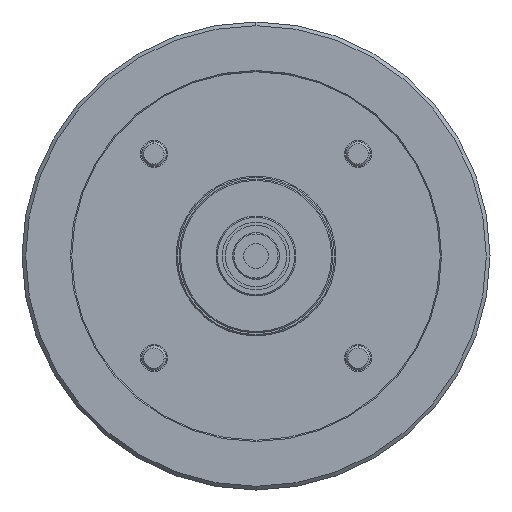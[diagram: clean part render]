
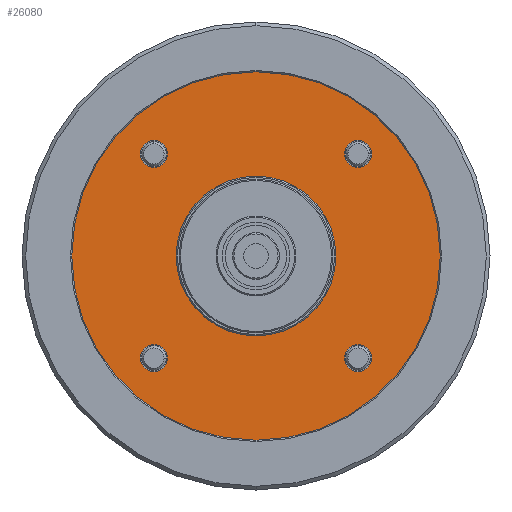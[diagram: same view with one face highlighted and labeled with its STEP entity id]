
A CAD part, left-side view. The second image highlights one B-rep face of the part: STEP entity #26080.
In plain terms, the highlighted planar face has unit normal (-1, 0, 0).
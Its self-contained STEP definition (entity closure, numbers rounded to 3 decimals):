
#710 = VERTEX_POINT ( 'NONE', #4612 ) ;
#779 = DIRECTION ( 'NONE',  ( 0., 0., 1. ) ) ;
#852 = VERTEX_POINT ( 'NONE', #1077 ) ;
#951 = CARTESIAN_POINT ( 'NONE',  ( -129., 83.085, -83.085 ) ) ;
#1077 = CARTESIAN_POINT ( 'NONE',  ( -129., -83.085, -72.085 ) ) ;
#1517 = EDGE_LOOP ( 'NONE', ( #18237, #23479 ) ) ;
#1526 = ORIENTED_EDGE ( 'NONE', *, *, #4003, .T. ) ;
#1745 = DIRECTION ( 'NONE',  ( 0., 0., -1. ) ) ;
#1770 = DIRECTION ( 'NONE',  ( 0., 0., 1. ) ) ;
#1813 = AXIS2_PLACEMENT_3D ( 'NONE', #27654, #14732, #1770 ) ;
#1836 = CARTESIAN_POINT ( 'NONE',  ( -129., 0., 0. ) ) ;
#1966 = EDGE_CURVE ( 'NONE', #21609, #23035, #21249, .T. ) ;
#2042 = CIRCLE ( 'NONE', #10318, 11. ) ;
#2302 = CARTESIAN_POINT ( 'NONE',  ( -129., 83.085, 72.085 ) ) ;
#2857 = ORIENTED_EDGE ( 'NONE', *, *, #25446, .T. ) ;
#3028 = PLANE ( 'NONE',  #23839 ) ;
#3146 = DIRECTION ( 'NONE',  ( 0., 0., 1. ) ) ;
#3829 = VERTEX_POINT ( 'NONE', #2302 ) ;
#4003 = EDGE_CURVE ( 'NONE', #14042, #12153, #15441, .T. ) ;
#4008 = DIRECTION ( 'NONE',  ( 0., 0., -1. ) ) ;
#4307 = CIRCLE ( 'NONE', #16259, 11. ) ;
#4353 = DIRECTION ( 'NONE',  ( 1., 0., 0. ) ) ;
#4529 = CIRCLE ( 'NONE', #10035, 11. ) ;
#4612 = CARTESIAN_POINT ( 'NONE',  ( -129., 0., -150. ) ) ;
#4951 = EDGE_CURVE ( 'NONE', #710, #7089, #8293, .T. ) ;
#5053 = CARTESIAN_POINT ( 'NONE',  ( -129., 0., -65. ) ) ;
#5074 = EDGE_LOOP ( 'NONE', ( #2857, #19133 ) ) ;
#5320 = EDGE_CURVE ( 'NONE', #12153, #14042, #4529, .T. ) ;
#5750 = FACE_BOUND ( 'NONE', #27292, .T. ) ;
#6352 = CARTESIAN_POINT ( 'NONE',  ( -129., 83.085, 94.085 ) ) ;
#6760 = CIRCLE ( 'NONE', #25457, 150. ) ;
#7089 = VERTEX_POINT ( 'NONE', #14512 ) ;
#7164 = EDGE_CURVE ( 'NONE', #852, #9552, #4307, .T. ) ;
#7167 = AXIS2_PLACEMENT_3D ( 'NONE', #27624, #14705, #1745 ) ;
#7192 = CIRCLE ( 'NONE', #1813, 11. ) ;
#7719 = CIRCLE ( 'NONE', #17950, 11. ) ;
#7974 = CARTESIAN_POINT ( 'NONE',  ( -129., -83.085, -83.085 ) ) ;
#8172 = ORIENTED_EDGE ( 'NONE', *, *, #25648, .T. ) ;
#8293 = CIRCLE ( 'NONE', #24153, 150. ) ;
#8448 = DIRECTION ( 'NONE',  ( 1., 0., 0. ) ) ;
#8858 = VERTEX_POINT ( 'NONE', #27813 ) ;
#9219 = DIRECTION ( 'NONE',  ( 1., 0., 0. ) ) ;
#9552 = VERTEX_POINT ( 'NONE', #13104 ) ;
#9567 = CARTESIAN_POINT ( 'NONE',  ( -129., 0., 0. ) ) ;
#10035 = AXIS2_PLACEMENT_3D ( 'NONE', #951, #16098, #3146 ) ;
#10157 = DIRECTION ( 'NONE',  ( 0., 0., 1. ) ) ;
#10318 = AXIS2_PLACEMENT_3D ( 'NONE', #23676, #10744, #25840 ) ;
#10647 = EDGE_CURVE ( 'NONE', #8858, #20190, #7192, .T. ) ;
#10744 = DIRECTION ( 'NONE',  ( 1., 0., 0. ) ) ;
#10857 = CIRCLE ( 'NONE', #19143, 11. ) ;
#11035 = CARTESIAN_POINT ( 'NONE',  ( -129., -94.085, 83.085 ) ) ;
#11178 = CARTESIAN_POINT ( 'NONE',  ( -129., 72.085, -83.085 ) ) ;
#11209 = CIRCLE ( 'NONE', #24010, 11. ) ;
#11365 = CARTESIAN_POINT ( 'NONE',  ( -129., 83.085, -83.085 ) ) ;
#11467 = ORIENTED_EDGE ( 'NONE', *, *, #17861, .T. ) ;
#11507 = FACE_OUTER_BOUND ( 'NONE', #12370, .T. ) ;
#11703 = DIRECTION ( 'NONE',  ( 1., 0., 0. ) ) ;
#11751 = DIRECTION ( 'NONE',  ( 0., 0., 1. ) ) ;
#12153 = VERTEX_POINT ( 'NONE', #11178 ) ;
#12185 = FACE_BOUND ( 'NONE', #1517, .T. ) ;
#12370 = EDGE_LOOP ( 'NONE', ( #19779, #18795 ) ) ;
#12449 = EDGE_LOOP ( 'NONE', ( #1526, #12730 ) ) ;
#12730 = ORIENTED_EDGE ( 'NONE', *, *, #5320, .T. ) ;
#13104 = CARTESIAN_POINT ( 'NONE',  ( -129., -83.085, -94.085 ) ) ;
#13548 = DIRECTION ( 'NONE',  ( 0., 0., 1. ) ) ;
#13763 = DIRECTION ( 'NONE',  ( 1., 0., 0. ) ) ;
#14042 = VERTEX_POINT ( 'NONE', #24938 ) ;
#14512 = CARTESIAN_POINT ( 'NONE',  ( -129., 0., 150. ) ) ;
#14705 = DIRECTION ( 'NONE',  ( 1., 0., 0. ) ) ;
#14732 = DIRECTION ( 'NONE',  ( 1., 0., 0. ) ) ;
#15441 = CIRCLE ( 'NONE', #24833, 11. ) ;
#16098 = DIRECTION ( 'NONE',  ( 1., 0., 0. ) ) ;
#16191 = EDGE_CURVE ( 'NONE', #23035, #21609, #26442, .T. ) ;
#16259 = AXIS2_PLACEMENT_3D ( 'NONE', #21388, #8448, #23565 ) ;
#16994 = DIRECTION ( 'NONE',  ( 1., 0., 0. ) ) ;
#17267 = FACE_BOUND ( 'NONE', #26306, .T. ) ;
#17348 = CARTESIAN_POINT ( 'NONE',  ( -129., 83.085, 83.085 ) ) ;
#17861 = EDGE_CURVE ( 'NONE', #3829, #18474, #2042, .T. ) ;
#17950 = AXIS2_PLACEMENT_3D ( 'NONE', #17348, #4353, #19491 ) ;
#18237 = ORIENTED_EDGE ( 'NONE', *, *, #16191, .T. ) ;
#18360 = CARTESIAN_POINT ( 'NONE',  ( -129., 0., 65. ) ) ;
#18474 = VERTEX_POINT ( 'NONE', #6352 ) ;
#18526 = EDGE_CURVE ( 'NONE', #18474, #3829, #7719, .T. ) ;
#18795 = ORIENTED_EDGE ( 'NONE', *, *, #23050, .F. ) ;
#19133 = ORIENTED_EDGE ( 'NONE', *, *, #10647, .T. ) ;
#19143 = AXIS2_PLACEMENT_3D ( 'NONE', #7974, #23091, #10157 ) ;
#19491 = DIRECTION ( 'NONE',  ( 0., 0., 1. ) ) ;
#19779 = ORIENTED_EDGE ( 'NONE', *, *, #4951, .F. ) ;
#20190 = VERTEX_POINT ( 'NONE', #11035 ) ;
#21249 = CIRCLE ( 'NONE', #7167, 65. ) ;
#21388 = CARTESIAN_POINT ( 'NONE',  ( -129., -83.085, -83.085 ) ) ;
#21609 = VERTEX_POINT ( 'NONE', #18360 ) ;
#22151 = CARTESIAN_POINT ( 'NONE',  ( -129., 0., 0. ) ) ;
#22313 = FACE_BOUND ( 'NONE', #12449, .T. ) ;
#23035 = VERTEX_POINT ( 'NONE', #5053 ) ;
#23050 = EDGE_CURVE ( 'NONE', #7089, #710, #6760, .T. ) ;
#23091 = DIRECTION ( 'NONE',  ( 1., 0., 0. ) ) ;
#23407 = ORIENTED_EDGE ( 'NONE', *, *, #18526, .T. ) ;
#23479 = ORIENTED_EDGE ( 'NONE', *, *, #1966, .T. ) ;
#23565 = DIRECTION ( 'NONE',  ( 0., 0., 1. ) ) ;
#23676 = CARTESIAN_POINT ( 'NONE',  ( -129., 83.085, 83.085 ) ) ;
#23839 = AXIS2_PLACEMENT_3D ( 'NONE', #9567, #24668, #11751 ) ;
#24010 = AXIS2_PLACEMENT_3D ( 'NONE', #26686, #13763, #779 ) ;
#24153 = AXIS2_PLACEMENT_3D ( 'NONE', #1836, #16994, #4008 ) ;
#24211 = AXIS2_PLACEMENT_3D ( 'NONE', #22151, #9219, #24329 ) ;
#24329 = DIRECTION ( 'NONE',  ( 0., 0., -1. ) ) ;
#24621 = CARTESIAN_POINT ( 'NONE',  ( -129., 0., 0. ) ) ;
#24668 = DIRECTION ( 'NONE',  ( -1., 0., 0. ) ) ;
#24701 = ORIENTED_EDGE ( 'NONE', *, *, #7164, .T. ) ;
#24833 = AXIS2_PLACEMENT_3D ( 'NONE', #11365, #26461, #13548 ) ;
#24938 = CARTESIAN_POINT ( 'NONE',  ( -129., 94.085, -83.085 ) ) ;
#25446 = EDGE_CURVE ( 'NONE', #20190, #8858, #11209, .T. ) ;
#25457 = AXIS2_PLACEMENT_3D ( 'NONE', #24621, #11703, #26791 ) ;
#25648 = EDGE_CURVE ( 'NONE', #9552, #852, #10857, .T. ) ;
#25840 = DIRECTION ( 'NONE',  ( 0., 0., 1. ) ) ;
#26080 = ADVANCED_FACE ( 'NONE', ( #5750, #17267, #12185, #11507, #28045, #22313 ), #3028, .T. ) ;
#26306 = EDGE_LOOP ( 'NONE', ( #23407, #11467 ) ) ;
#26442 = CIRCLE ( 'NONE', #24211, 65. ) ;
#26461 = DIRECTION ( 'NONE',  ( 1., 0., 0. ) ) ;
#26686 = CARTESIAN_POINT ( 'NONE',  ( -129., -83.085, 83.085 ) ) ;
#26791 = DIRECTION ( 'NONE',  ( 0., 0., -1. ) ) ;
#27292 = EDGE_LOOP ( 'NONE', ( #8172, #24701 ) ) ;
#27624 = CARTESIAN_POINT ( 'NONE',  ( -129., 0., 0. ) ) ;
#27654 = CARTESIAN_POINT ( 'NONE',  ( -129., -83.085, 83.085 ) ) ;
#27813 = CARTESIAN_POINT ( 'NONE',  ( -129., -72.085, 83.085 ) ) ;
#28045 = FACE_BOUND ( 'NONE', #5074, .T. ) ;
